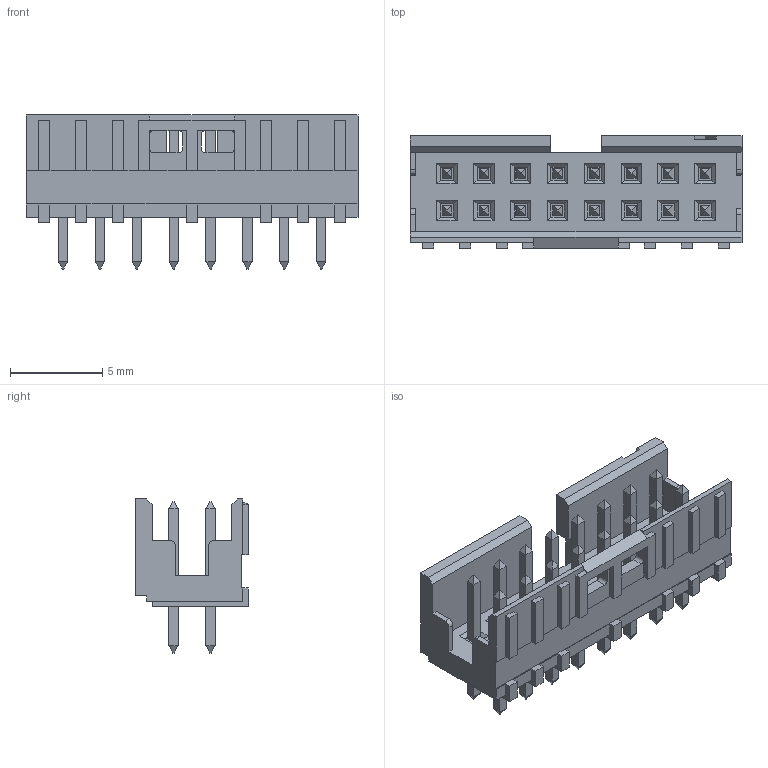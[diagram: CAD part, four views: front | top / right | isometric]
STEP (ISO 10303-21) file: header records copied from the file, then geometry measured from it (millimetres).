
FILE_DESCRIPTION((''),'2;1');
FILE_NAME('98414-X06-16_ASM','2008-08-20T',('lsaillard'),('FCI - CDC Division'),'PRO/ENGINEER BY PARAMETRIC TECHNOLOGY CORPORATION, 2008010','PRO/ENGINEER BY PARAMETRIC TECHNOLOGY CORPORATION, 2008010','');
FILE_SCHEMA(('CONFIG_CONTROL_DESIGN'));
Length unit declared in the file: millimetre
Products named in the file (1): 98414-X06-16_ASM
Bounding box: 18 x 6.1 x 8.35 mm (x, y, z)
Volume: 268.7 mm3; surface area: 879.4 mm2
Topology: 1 solids, 1 shells, 614 faces, 1530 edges, 932 vertices
Faces by surface type: plane 602, cylinder 12
Entity records: 17656 total; most frequent: CARTESIAN_POINT 3076, ORIENTED_EDGE 3060, DIRECTION 2782, EDGE_CURVE 1530, VECTOR 1506, LINE 1506, VERTEX_POINT 932, EDGE_LOOP 664
